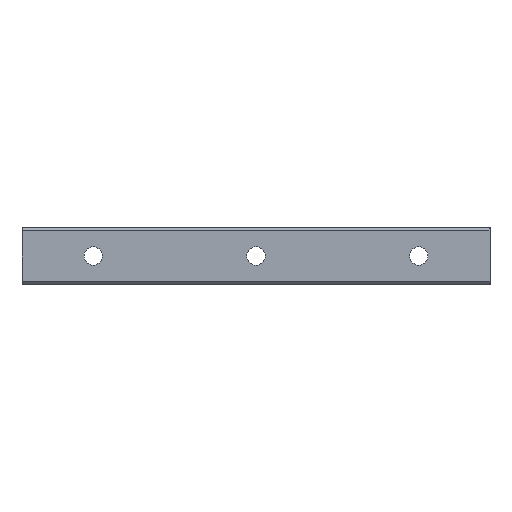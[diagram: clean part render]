
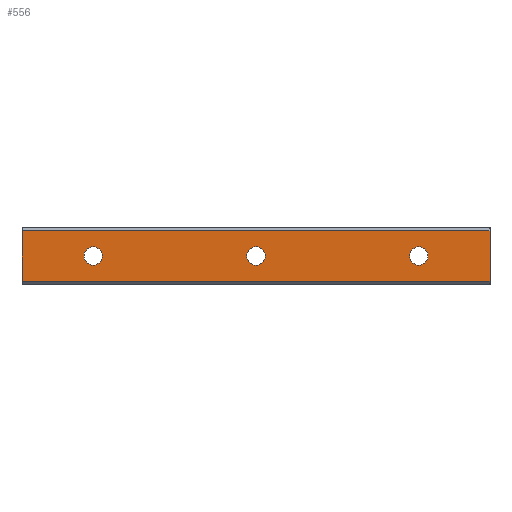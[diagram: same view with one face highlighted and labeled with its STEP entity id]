
A CAD part, front view. The second image highlights one B-rep face of the part: STEP entity #556.
In plain terms, the highlighted planar face has unit normal (0, -1, 0).
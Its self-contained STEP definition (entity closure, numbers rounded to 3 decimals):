
#36 = ORIENTED_EDGE ( 'NONE', *, *, #1265, .F. ) ;
#57 = FACE_BOUND ( 'NONE', #1385, .T. ) ;
#64 = FACE_BOUND ( 'NONE', #654, .T. ) ;
#77 = AXIS2_PLACEMENT_3D ( 'NONE', #1335, #253, #397 ) ;
#95 = CARTESIAN_POINT ( 'NONE',  ( 80., 0., 0. ) ) ;
#127 = DIRECTION ( 'NONE',  ( 0., 0., 1. ) ) ;
#129 = DIRECTION ( 'NONE',  ( 0., -1., 0. ) ) ;
#160 = ORIENTED_EDGE ( 'NONE', *, *, #1254, .F. ) ;
#216 = FACE_OUTER_BOUND ( 'NONE', #1496, .T. ) ;
#218 = CARTESIAN_POINT ( 'NONE',  ( 195., 0., 12.5 ) ) ;
#222 = ORIENTED_EDGE ( 'NONE', *, *, #1319, .F. ) ;
#241 = ORIENTED_EDGE ( 'NONE', *, *, #676, .F. ) ;
#253 = DIRECTION ( 'NONE',  ( 0., -1., 0. ) ) ;
#255 = CIRCLE ( 'NONE', #314, 4.5 ) ;
#259 = DIRECTION ( 'NONE',  ( 0., 0., -1. ) ) ;
#270 = CARTESIAN_POINT ( 'NONE',  ( -35., 0., 12.5 ) ) ;
#278 = EDGE_CURVE ( 'NONE', #1666, #1068, #1388, .T. ) ;
#314 = AXIS2_PLACEMENT_3D ( 'NONE', #95, #129, #1736 ) ;
#325 = ORIENTED_EDGE ( 'NONE', *, *, #1574, .F. ) ;
#332 = CARTESIAN_POINT ( 'NONE',  ( 195., 0., 12.5 ) ) ;
#333 = CARTESIAN_POINT ( 'NONE',  ( 80., 0., -4.5 ) ) ;
#361 = CIRCLE ( 'NONE', #594, 4.5 ) ;
#381 = EDGE_CURVE ( 'NONE', #1445, #1612, #361, .T. ) ;
#388 = LINE ( 'NONE', #784, #689 ) ;
#397 = DIRECTION ( 'NONE',  ( 0., 0., 1. ) ) ;
#402 = ORIENTED_EDGE ( 'NONE', *, *, #1289, .F. ) ;
#403 = DIRECTION ( 'NONE',  ( 0., -1., 0. ) ) ;
#466 = AXIS2_PLACEMENT_3D ( 'NONE', #332, #1324, #490 ) ;
#490 = DIRECTION ( 'NONE',  ( 0., 0., 1. ) ) ;
#518 = CIRCLE ( 'NONE', #885, 4.5 ) ;
#556 = ADVANCED_FACE ( 'NONE', ( #216, #64, #760, #57 ), #1699, .F. ) ;
#572 = VERTEX_POINT ( 'NONE', #1178 ) ;
#594 = AXIS2_PLACEMENT_3D ( 'NONE', #680, #867, #1238 ) ;
#613 = EDGE_CURVE ( 'NONE', #1557, #1190, #1088, .T. ) ;
#624 = DIRECTION ( 'NONE',  ( 0., -1., 0. ) ) ;
#632 = CARTESIAN_POINT ( 'NONE',  ( 0., 0., 0. ) ) ;
#634 = VECTOR ( 'NONE', #1744, 1000. ) ;
#653 = DIRECTION ( 'NONE',  ( 0., -1., 0. ) ) ;
#654 = EDGE_LOOP ( 'NONE', ( #772, #325 ) ) ;
#676 = EDGE_CURVE ( 'NONE', #1646, #1117, #1733, .T. ) ;
#680 = CARTESIAN_POINT ( 'NONE',  ( 80., 0., 0. ) ) ;
#689 = VECTOR ( 'NONE', #931, 1000. ) ;
#741 = CARTESIAN_POINT ( 'NONE',  ( 160., 0., 4.5 ) ) ;
#747 = VECTOR ( 'NONE', #1316, 1000. ) ;
#760 = FACE_BOUND ( 'NONE', #1585, .T. ) ;
#772 = ORIENTED_EDGE ( 'NONE', *, *, #278, .F. ) ;
#780 = VECTOR ( 'NONE', #259, 1000. ) ;
#784 = CARTESIAN_POINT ( 'NONE',  ( 195., 0., -12.5 ) ) ;
#786 = DIRECTION ( 'NONE',  ( 0., 0., 1. ) ) ;
#806 = AXIS2_PLACEMENT_3D ( 'NONE', #813, #403, #127 ) ;
#813 = CARTESIAN_POINT ( 'NONE',  ( 160., 0., 0. ) ) ;
#867 = DIRECTION ( 'NONE',  ( 0., -1., 0. ) ) ;
#885 = AXIS2_PLACEMENT_3D ( 'NONE', #632, #624, #1416 ) ;
#931 = DIRECTION ( 'NONE',  ( -1., 0., 0. ) ) ;
#939 = LINE ( 'NONE', #270, #634 ) ;
#971 = CARTESIAN_POINT ( 'NONE',  ( -35., 0., -12.5 ) ) ;
#988 = AXIS2_PLACEMENT_3D ( 'NONE', #1475, #653, #786 ) ;
#1007 = CARTESIAN_POINT ( 'NONE',  ( 195., 0., -12.5 ) ) ;
#1068 = VERTEX_POINT ( 'NONE', #1113 ) ;
#1076 = VERTEX_POINT ( 'NONE', #971 ) ;
#1088 = CIRCLE ( 'NONE', #806, 4.5 ) ;
#1113 = CARTESIAN_POINT ( 'NONE',  ( 0., 0., -4.5 ) ) ;
#1117 = VERTEX_POINT ( 'NONE', #1007 ) ;
#1154 = CARTESIAN_POINT ( 'NONE',  ( 0., 0., 4.5 ) ) ;
#1178 = CARTESIAN_POINT ( 'NONE',  ( -35., 0., 12.5 ) ) ;
#1190 = VERTEX_POINT ( 'NONE', #1572 ) ;
#1238 = DIRECTION ( 'NONE',  ( 0., 0., 1. ) ) ;
#1240 = ORIENTED_EDGE ( 'NONE', *, *, #613, .F. ) ;
#1254 = EDGE_CURVE ( 'NONE', #1612, #1445, #255, .T. ) ;
#1257 = CIRCLE ( 'NONE', #77, 4.5 ) ;
#1265 = EDGE_CURVE ( 'NONE', #1190, #1557, #1257, .T. ) ;
#1289 = EDGE_CURVE ( 'NONE', #1117, #1076, #388, .T. ) ;
#1316 = DIRECTION ( 'NONE',  ( 1., 0., 0. ) ) ;
#1319 = EDGE_CURVE ( 'NONE', #1076, #572, #939, .T. ) ;
#1324 = DIRECTION ( 'NONE',  ( 0., 1., 0. ) ) ;
#1335 = CARTESIAN_POINT ( 'NONE',  ( 160., 0., 0. ) ) ;
#1370 = CARTESIAN_POINT ( 'NONE',  ( 80., 0., 4.5 ) ) ;
#1385 = EDGE_LOOP ( 'NONE', ( #1477, #160 ) ) ;
#1388 = CIRCLE ( 'NONE', #988, 4.5 ) ;
#1416 = DIRECTION ( 'NONE',  ( 0., 0., 1. ) ) ;
#1445 = VERTEX_POINT ( 'NONE', #1370 ) ;
#1450 = CARTESIAN_POINT ( 'NONE',  ( 195., 0., 12.5 ) ) ;
#1475 = CARTESIAN_POINT ( 'NONE',  ( 0., 0., 0. ) ) ;
#1477 = ORIENTED_EDGE ( 'NONE', *, *, #381, .F. ) ;
#1480 = CARTESIAN_POINT ( 'NONE',  ( 195., 0., 12.5 ) ) ;
#1496 = EDGE_LOOP ( 'NONE', ( #402, #241, #1586, #222 ) ) ;
#1557 = VERTEX_POINT ( 'NONE', #741 ) ;
#1572 = CARTESIAN_POINT ( 'NONE',  ( 160., 0., -4.5 ) ) ;
#1574 = EDGE_CURVE ( 'NONE', #1068, #1666, #518, .T. ) ;
#1585 = EDGE_LOOP ( 'NONE', ( #1240, #36 ) ) ;
#1586 = ORIENTED_EDGE ( 'NONE', *, *, #1671, .F. ) ;
#1612 = VERTEX_POINT ( 'NONE', #333 ) ;
#1646 = VERTEX_POINT ( 'NONE', #1450 ) ;
#1666 = VERTEX_POINT ( 'NONE', #1154 ) ;
#1671 = EDGE_CURVE ( 'NONE', #572, #1646, #1693, .T. ) ;
#1693 = LINE ( 'NONE', #218, #747 ) ;
#1699 = PLANE ( 'NONE',  #466 ) ;
#1733 = LINE ( 'NONE', #1480, #780 ) ;
#1736 = DIRECTION ( 'NONE',  ( 0., 0., 1. ) ) ;
#1744 = DIRECTION ( 'NONE',  ( 0., 0., 1. ) ) ;
